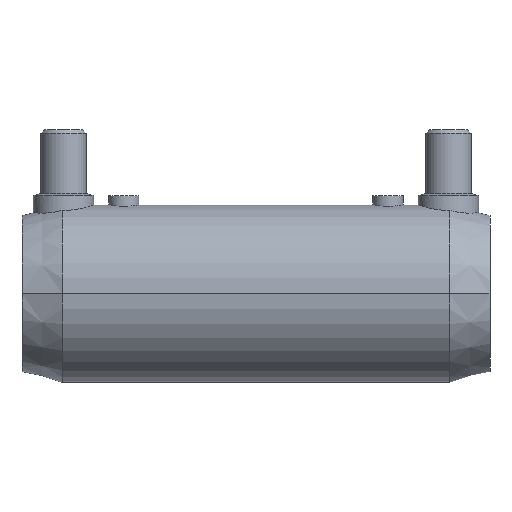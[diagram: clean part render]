
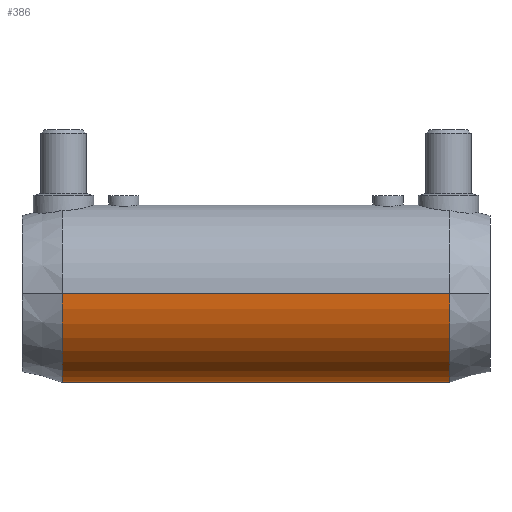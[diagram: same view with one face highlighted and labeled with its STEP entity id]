
A CAD part, front view. The second image highlights one B-rep face of the part: STEP entity #386.
In plain terms, the highlighted cylindrical face has radius 23.5 mm (diameter 47 mm), a partial arc.
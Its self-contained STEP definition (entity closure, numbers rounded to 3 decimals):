
#334 = VERTEX_POINT( '', #918 );
#352 = VERTEX_POINT( '', #938 );
#368 = VERTEX_POINT( '', #955 );
#386 = ADVANCED_FACE( '', ( #977 ), #978, .T. );
#552 = EDGE_CURVE( '', #562, #368, #1167, .T. );
#562 = VERTEX_POINT( '', #1177 );
#584 = VERTEX_POINT( '', #1202 );
#590 = EDGE_CURVE( '', #584, #730, #1208, .T. );
#626 = EDGE_CURVE( '', #864, #730, #1248, .T. );
#670 = EDGE_CURVE( '', #352, #334, #1295, .T. );
#730 = VERTEX_POINT( '', #1361 );
#770 = EDGE_CURVE( '', #352, #562, #1407, .T. );
#798 = EDGE_CURVE( '', #864, #368, #1437, .T. );
#812 = EDGE_CURVE( '', #334, #584, #1453, .T. );
#864 = VERTEX_POINT( '', #1515 );
#918 = CARTESIAN_POINT( '', ( 10.625, 23.5, 0. ) );
#938 = CARTESIAN_POINT( '', ( 41.79, 23.5, 0. ) );
#955 = CARTESIAN_POINT( '', ( 82.21, 23.5, 0. ) );
#977 = FACE_OUTER_BOUND( '', #1720, .T. );
#978 = CYLINDRICAL_SURFACE( '', #1721, 23.5 );
#1167 = B_SPLINE_CURVE_WITH_KNOTS( '', 3, ( #2114, #2115, #2116, #2117, #2118, #2119, #2120, #2121, #2122, #2123, #2124, #2125, #2126, #2127, #2128, #2129, #2130, #2131, #2132, #2133, #2134, #2135, #2136, #2137, #2138, #2139, #2140, #2141 ), .UNSPECIFIED., .F., .F., ( 4, 2, 2, 2, 2, 2, 2, 2, 2, 2, 2, 2, 2, 4 ), ( 0., 2.137, 4.273, 8.547, 10.684, 12.82, 14.957, 17.094, 21.151, 25.207, 27.236, 29.264, 31.293, 33.321 ), .UNSPECIFIED. );
#1177 = CARTESIAN_POINT( '', ( 62., 11.992, -20.21 ) );
#1202 = CARTESIAN_POINT( '', ( 10.625, -23.5, 0. ) );
#1208 = LINE( '', #2193, #2194 );
#1248 = CIRCLE( '', #2318, 23.5 );
#1295 = LINE( '', #2416, #2417 );
#1361 = CARTESIAN_POINT( '', ( 113.375, -23.5, 0. ) );
#1407 = B_SPLINE_CURVE_WITH_KNOTS( '', 3, ( #2721, #2722, #2723, #2724, #2725, #2726, #2727, #2728, #2729, #2730, #2731, #2732, #2733, #2734, #2735, #2736, #2737, #2738, #2739, #2740, #2741, #2742, #2743, #2744, #2745, #2746, #2747, #2748 ), .UNSPECIFIED., .F., .F., ( 4, 2, 2, 2, 2, 2, 2, 2, 2, 2, 2, 2, 2, 4 ), ( 99.963, 101.992, 104.02, 106.049, 108.077, 112.134, 116.191, 118.327, 120.464, 122.601, 124.737, 129.011, 131.148, 133.284 ), .UNSPECIFIED. );
#1437 = LINE( '', #2789, #2790 );
#1453 = CIRCLE( '', #2847, 23.5 );
#1515 = CARTESIAN_POINT( '', ( 113.375, 23.5, 0. ) );
#1720 = EDGE_LOOP( '', ( #3073, #3074, #3075, #3076, #3077, #3078, #3079 ) );
#1721 = AXIS2_PLACEMENT_3D( '', #3080, #3081, #3082 );
#2114 = CARTESIAN_POINT( '', ( 62., 11.992, -20.21 ) );
#2115 = CARTESIAN_POINT( '', ( 62.712, 11.992, -20.21 ) );
#2116 = CARTESIAN_POINT( '', ( 63.413, 12.056, -20.172 ) );
#2117 = CARTESIAN_POINT( '', ( 64.788, 12.293, -20.029 ) );
#2118 = CARTESIAN_POINT( '', ( 65.462, 12.466, -19.923 ) );
#2119 = CARTESIAN_POINT( '', ( 67.445, 13.111, -19.509 ) );
#2120 = CARTESIAN_POINT( '', ( 68.714, 13.706, -19.107 ) );
#2121 = CARTESIAN_POINT( '', ( 70.527, 14.706, -18.335 ) );
#2122 = CARTESIAN_POINT( '', ( 71.116, 15.057, -18.049 ) );
#2123 = CARTESIAN_POINT( '', ( 72.259, 15.775, -17.425 ) );
#2124 = CARTESIAN_POINT( '', ( 72.814, 16.143, -17.086 ) );
#2125 = CARTESIAN_POINT( '', ( 73.882, 16.877, -16.361 ) );
#2126 = CARTESIAN_POINT( '', ( 74.396, 17.244, -15.974 ) );
#2127 = CARTESIAN_POINT( '', ( 75.379, 17.964, -15.161 ) );
#2128 = CARTESIAN_POINT( '', ( 75.848, 18.316, -14.733 ) );
#2129 = CARTESIAN_POINT( '', ( 77.131, 19.3, -13.45 ) );
#2130 = CARTESIAN_POINT( '', ( 77.94, 19.943, -12.49 ) );
#2131 = CARTESIAN_POINT( '', ( 79.397, 21.125, -10.366 ) );
#2132 = CARTESIAN_POINT( '', ( 80.045, 21.664, -9.201 ) );
#2133 = CARTESIAN_POINT( '', ( 80.84, 22.332, -7.345 ) );
#2134 = CARTESIAN_POINT( '', ( 81.077, 22.533, -6.707 ) );
#2135 = CARTESIAN_POINT( '', ( 81.486, 22.88, -5.406 ) );
#2136 = CARTESIAN_POINT( '', ( 81.658, 23.027, -4.742 ) );
#2137 = CARTESIAN_POINT( '', ( 81.934, 23.263, -3.398 ) );
#2138 = CARTESIAN_POINT( '', ( 82.038, 23.352, -2.719 ) );
#2139 = CARTESIAN_POINT( '', ( 82.176, 23.471, -1.358 ) );
#2140 = CARTESIAN_POINT( '', ( 82.21, 23.5, -0.676 ) );
#2141 = CARTESIAN_POINT( '', ( 82.21, 23.5, 0. ) );
#2193 = CARTESIAN_POINT( '', ( 62., -23.5, 0. ) );
#2194 = VECTOR( '', #3357, 1. );
#2318 = AXIS2_PLACEMENT_3D( '', #3414, #3415, #3416 );
#2416 = CARTESIAN_POINT( '', ( 62., 23.5, 0. ) );
#2417 = VECTOR( '', #3465, 1. );
#2721 = CARTESIAN_POINT( '', ( 41.79, 23.5, 0. ) );
#2722 = CARTESIAN_POINT( '', ( 41.79, 23.5, -0.676 ) );
#2723 = CARTESIAN_POINT( '', ( 41.824, 23.471, -1.358 ) );
#2724 = CARTESIAN_POINT( '', ( 41.962, 23.352, -2.719 ) );
#2725 = CARTESIAN_POINT( '', ( 42.066, 23.263, -3.398 ) );
#2726 = CARTESIAN_POINT( '', ( 42.342, 23.027, -4.742 ) );
#2727 = CARTESIAN_POINT( '', ( 42.514, 22.88, -5.406 ) );
#2728 = CARTESIAN_POINT( '', ( 42.923, 22.533, -6.707 ) );
#2729 = CARTESIAN_POINT( '', ( 43.16, 22.332, -7.345 ) );
#2730 = CARTESIAN_POINT( '', ( 43.955, 21.664, -9.201 ) );
#2731 = CARTESIAN_POINT( '', ( 44.603, 21.125, -10.366 ) );
#2732 = CARTESIAN_POINT( '', ( 46.06, 19.943, -12.49 ) );
#2733 = CARTESIAN_POINT( '', ( 46.869, 19.3, -13.45 ) );
#2734 = CARTESIAN_POINT( '', ( 48.152, 18.316, -14.733 ) );
#2735 = CARTESIAN_POINT( '', ( 48.621, 17.964, -15.161 ) );
#2736 = CARTESIAN_POINT( '', ( 49.604, 17.244, -15.974 ) );
#2737 = CARTESIAN_POINT( '', ( 50.118, 16.877, -16.361 ) );
#2738 = CARTESIAN_POINT( '', ( 51.186, 16.143, -17.086 ) );
#2739 = CARTESIAN_POINT( '', ( 51.741, 15.775, -17.425 ) );
#2740 = CARTESIAN_POINT( '', ( 52.884, 15.057, -18.049 ) );
#2741 = CARTESIAN_POINT( '', ( 53.473, 14.706, -18.335 ) );
#2742 = CARTESIAN_POINT( '', ( 55.286, 13.706, -19.107 ) );
#2743 = CARTESIAN_POINT( '', ( 56.555, 13.111, -19.509 ) );
#2744 = CARTESIAN_POINT( '', ( 58.538, 12.466, -19.923 ) );
#2745 = CARTESIAN_POINT( '', ( 59.212, 12.293, -20.029 ) );
#2746 = CARTESIAN_POINT( '', ( 60.587, 12.056, -20.172 ) );
#2747 = CARTESIAN_POINT( '', ( 61.288, 11.992, -20.21 ) );
#2748 = CARTESIAN_POINT( '', ( 62., 11.992, -20.21 ) );
#2789 = CARTESIAN_POINT( '', ( 62., 23.5, 0. ) );
#2790 = VECTOR( '', #3609, 1. );
#2847 = AXIS2_PLACEMENT_3D( '', #3621, #3622, #3623 );
#3073 = ORIENTED_EDGE( '', *, *, #798, .F. );
#3074 = ORIENTED_EDGE( '', *, *, #626, .T. );
#3075 = ORIENTED_EDGE( '', *, *, #590, .F. );
#3076 = ORIENTED_EDGE( '', *, *, #812, .F. );
#3077 = ORIENTED_EDGE( '', *, *, #670, .F. );
#3078 = ORIENTED_EDGE( '', *, *, #770, .T. );
#3079 = ORIENTED_EDGE( '', *, *, #552, .T. );
#3080 = CARTESIAN_POINT( '', ( 62., 0., 0. ) );
#3081 = DIRECTION( '', ( 1., 0., 0. ) );
#3082 = DIRECTION( '', ( 0., 1., 0. ) );
#3357 = DIRECTION( '', ( 1., 0., 0. ) );
#3414 = CARTESIAN_POINT( '', ( 113.375, 0., 0. ) );
#3415 = DIRECTION( '', ( -1., 0., 0. ) );
#3416 = DIRECTION( '', ( 0., 1., 0. ) );
#3465 = DIRECTION( '', ( -1., 0., 0. ) );
#3609 = DIRECTION( '', ( -1., 0., 0. ) );
#3621 = CARTESIAN_POINT( '', ( 10.625, 0., 0. ) );
#3622 = DIRECTION( '', ( -1., 0., 0. ) );
#3623 = DIRECTION( '', ( 0., 1., 0. ) );
